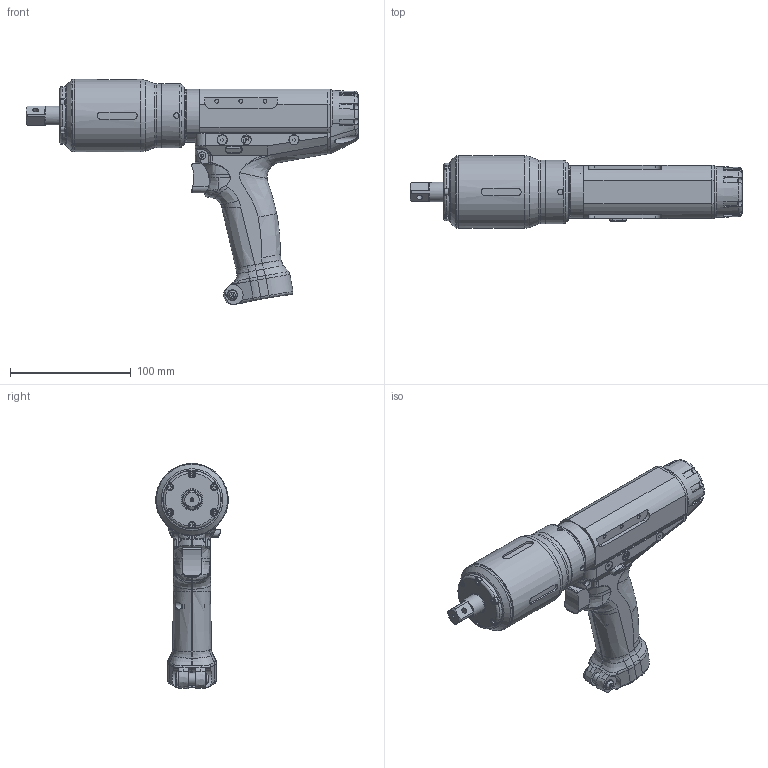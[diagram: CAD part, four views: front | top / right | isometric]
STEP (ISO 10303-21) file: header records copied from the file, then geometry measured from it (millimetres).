
FILE_DESCRIPTION(/* description */ (''),/* implementation_level */ '2;1');
FILE_NAME(/* name */ 'HFT-060M80-P1-X(16H-13009+F)OUTLINE.stp',/* time_stamp */ '2017-11-30T13:37:25+09:00',/* author */ ('AkihiroKATO'),/* organization */ (''),/* preprocessor_version */ 'ST-DEVELOPER v16.5',/* originating_system */ 'Autodesk Inventor 2017',/* authorisation */ '');
FILE_SCHEMA (('AUTOMOTIVE_DESIGN { 1 0 10303 214 3 1 1 }'));
Products named in the file (1): HFT-060M80-P1-X(16H-13009+F)OUTLINE
Bounding box: 275 x 60 x 186.44 mm (x, y, z)
Volume: 591836.1 mm3; surface area: 139763.2 mm2
Topology: 6 solids, 42 shells, 1501 faces, 4031 edges, 2616 vertices
Faces by surface type: plane 700, cylinder 375, bspline 236, cone 104, torus 54, sphere 32
Full cylindrical faces by diameter (mm): 1 x24, 1.6 x5, 1.8 x1, 2.459 x8, 2.5 x5, 2.9 x4, 3 x9, 3.242 x7, 3.4 x14, 4 x5, 4.1 x4, 4.2 x6, 4.5 x5, 4.6 x4, 5.5 x9, 5.8 x4, 6 x7, 7 x8, 8 x6, 8.5 x4, 9 x1, 10 x1, 12 x1, 16 x1, 17 x1, 18 x1, 21.4 x1, 25.8 x1, 30 x1, 36 x1
Entity records: 69261 total; most frequent: CARTESIAN_POINT 33557, ORIENTED_EDGE 7133, DIRECTION 6533, EDGE_CURVE 3579, AXIS2_PLACEMENT_3D 2462, VERTEX_POINT 2454, EDGE_LOOP 1890, LINE 1609
